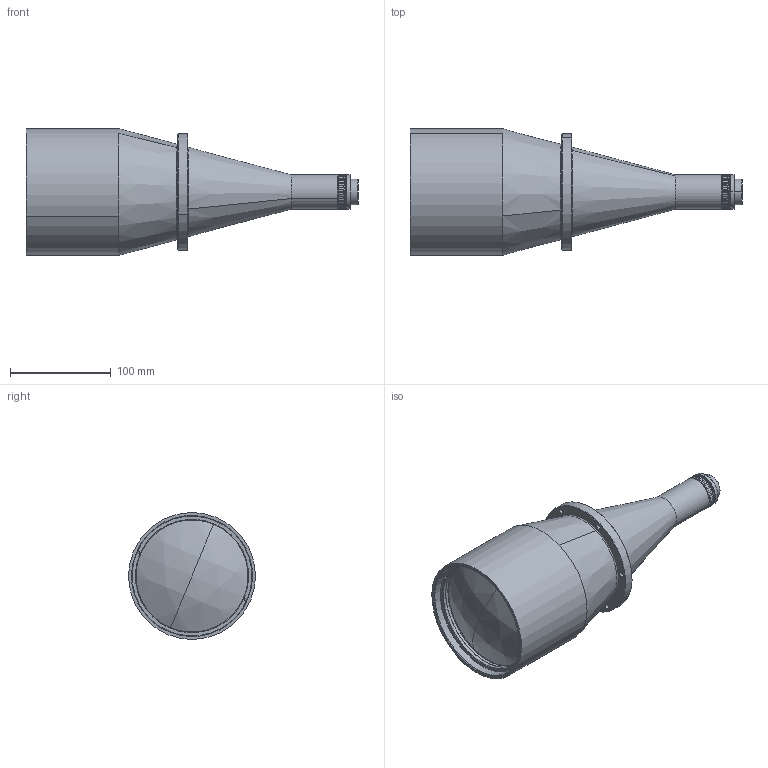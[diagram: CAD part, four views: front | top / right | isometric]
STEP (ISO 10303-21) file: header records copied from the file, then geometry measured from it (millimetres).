
FILE_DESCRIPTION (( 'STEP AP214' ), '1' );
FILE_NAME ('TTL06-105-160C.STEP', '2023-05-12T02:18:57', ( '' ), ( '' ), 'SwSTEP 2.0', 'SolidWorks 2022', '' );
FILE_SCHEMA (( 'AUTOMOTIVE_DESIGN' ));
Length unit declared in the file: millimetre
Products named in the file (1): TTL06-105-160C
Bounding box: 329.82 x 125.9 x 125.9 mm (x, y, z)
Volume: 735892.6 mm3; surface area: 241034.3 mm2
Topology: 24 solids, 24 shells, 504 faces, 1131 edges, 711 vertices
Faces by surface type: cylinder 239, cone 114, plane 101, bspline 50
Entity records: 22167 total; most frequent: CARTESIAN_POINT 4926, DIRECTION 2541, ORIENTED_EDGE 2262, EDGE_CURVE 1131, AXIS2_PLACEMENT_3D 1074, VERTEX_POINT 711, CIRCLE 619, EDGE_LOOP 592
